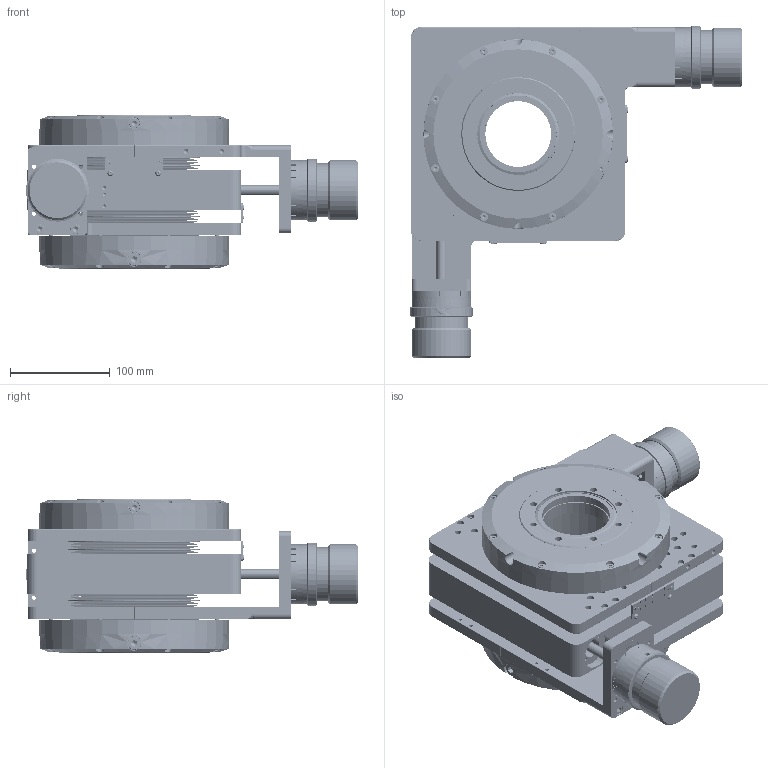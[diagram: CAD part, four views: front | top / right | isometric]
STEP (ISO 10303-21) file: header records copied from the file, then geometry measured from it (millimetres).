
FILE_DESCRIPTION(('CATIA V5 STEP Exchange'),'2;1');
FILE_NAME('MXY100CF100TCF63TXY25.stp','2017-08-09T09:14:50+00:00',('none'),('none'),'CATIA Version 5 Release 20 SP 7 (IN-10)','CATIA V5 STEP AP214','none');
FILE_SCHEMA(('AUTOMOTIVE_DESIGN { 1 0 10303 214 1 1 1 1 }'));
Products named in the file (31): MXY100CF100TCF63TXY25; MXY100TBLXY25; MXY100TBLCENTERXY25; 22455; 22491; 62694; 18101602; 41103008_CLN; MXY100TBLTOPXY25; 22454; 22458; 22499; 22677; 17106045_CLN; MXYMIKRO; 22462; 22684; 62638; 10104008_CLN; MXEBCF100TCF63RTID102OD132Z0000Y35; MITKOPIEREN - EINGABE - Dimensionierung ges. Einheit; MITKOPIEREN - Endplatte 1; MITKOPIEREN - Endplatte 2; TFCF100T_1; TFCF63RT_2; 22493; 22494; 22760; 17104030; 17106030; 17108020_CLN
Assembly tree (63 placements, depth 4):
  MXY100CF100TCF63TXY25
    MXY100TBLXY25
      MXY100TBLCENTERXY25
        22455
        22491  x2
        62694  x2
        18101602  x4
        41103008_CLN  x4
      MXY100TBLTOPXY25  x2
        22454
        22458
        22499
        22677
        17106045_CLN
    MXYMIKRO  x2
      22462
      22684
      62638
      10104008_CLN
    MXEBCF100TCF63RTID102OD132Z0000Y35
      MITKOPIEREN - EINGABE - Dimensionierung ges. Einheit
      MITKOPIEREN - Endplatte 1
      MITKOPIEREN - Endplatte 2
      TFCF100T_1
      TFCF63RT_2
    22493
    22494
    22760  x2
    17104030  x16
    17106030  x4
    17108020_CLN  x4
Bounding box: 333 x 333 x 155 mm (x, y, z)
Volume: 3129175.2 mm3; surface area: 1111619.5 mm2
Topology: 143 solids, 143 shells, 8178 faces, 22366 edges, 14688 vertices
Faces by surface type: plane 5796, cylinder 1654, cone 514, torus 166, bspline 48
Entity records: 173281 total; most frequent: CARTESIAN_POINT 35387, ORIENTED_EDGE 28464, DIRECTION 21284, EDGE_CURVE 14232, VECTOR 11775, LINE 11775, VERTEX_POINT 9399, AXIS2_PLACEMENT_3D 5720
